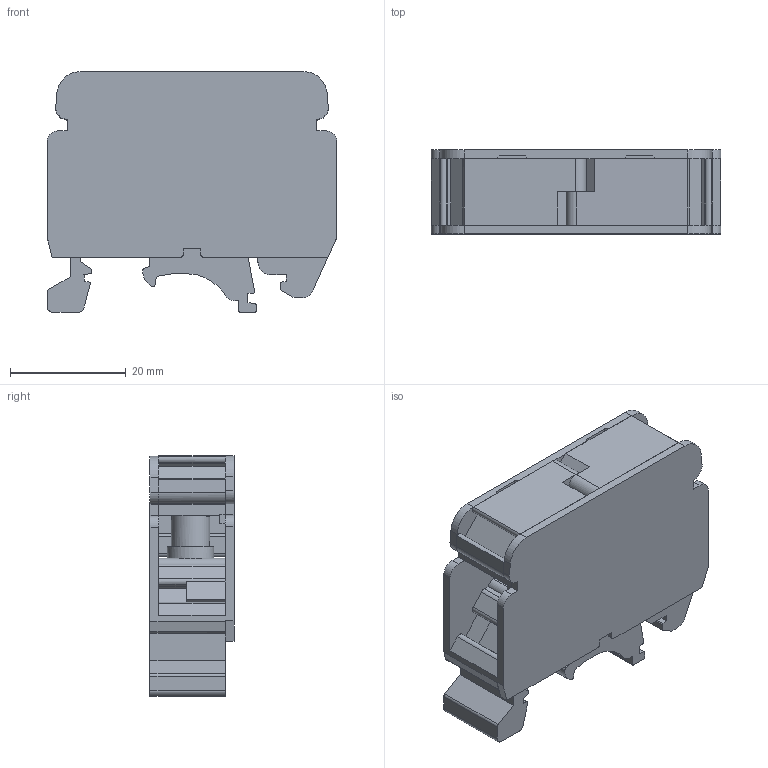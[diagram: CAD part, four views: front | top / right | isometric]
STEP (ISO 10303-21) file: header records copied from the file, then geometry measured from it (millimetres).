
FILE_DESCRIPTION(/* description */ ('Unknown'),/* implementation_level */ '2;1');
FILE_NAME(/* name */ 'KATM4C_GY_3D',/* time_stamp */ '2019-09-30T16:12:59+06:00',/* author */ ('Unknown'),/* organization */ ('Unknown'),/* preprocessor_version */ 'ST-DEVELOPER v16.7',/* originating_system */ 'DEX',/* authorisation */ $);
FILE_SCHEMA (('AUTOMOTIVE_DESIGN {1 0 10303 214 3 1 1}'));
Length unit declared in the file: millimetre
Products named in the file (1): KATM4C
Bounding box: 50 x 14.5 x 41.5 mm (x, y, z)
Volume: 16188.1 mm3; surface area: 10974.1 mm2
Topology: 1 solids, 7 shells, 346 faces, 1011 edges, 656 vertices
Faces by surface type: plane 243, cylinder 80, cone 14, sphere 8, torus 1
Full cylindrical faces by diameter (mm): 2 x2, 4 x2, 6.6 x2, 8 x2
Entity records: 13510 total; most frequent: CARTESIAN_POINT 2003, ORIENTED_EDGE 1922, DIRECTION 1861, EDGE_CURVE 961, LINE 711, VECTOR 711, VERTEX_POINT 629, AXIS2_PLACEMENT_3D 575
